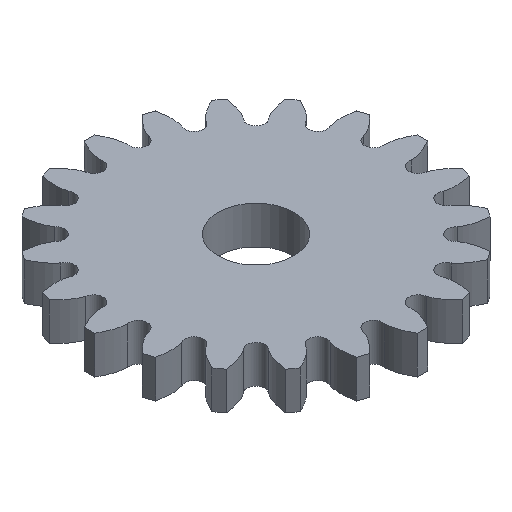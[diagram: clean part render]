
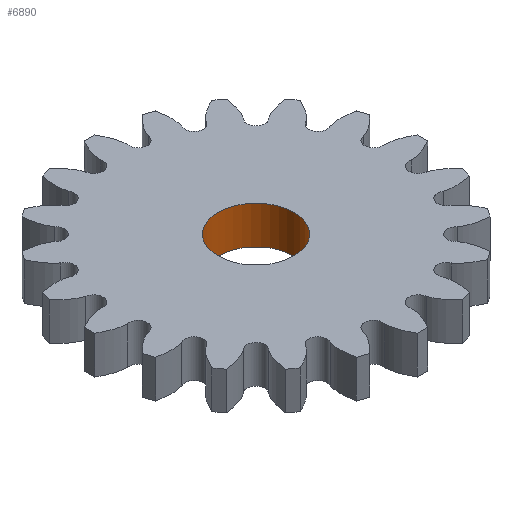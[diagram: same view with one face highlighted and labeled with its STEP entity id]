
A CAD part, isometric view. The second image highlights one B-rep face of the part: STEP entity #6890.
In plain terms, the highlighted cylindrical face has radius 5 mm (diameter 10 mm), a full revolution.
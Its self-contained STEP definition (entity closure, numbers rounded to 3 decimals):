
#49 = PLANE('',#50);
#50 = AXIS2_PLACEMENT_3D('',#51,#52,#53);
#51 = CARTESIAN_POINT('',(0.,0.,0.));
#52 = DIRECTION('',(0.,0.,1.));
#53 = DIRECTION('',(1.,0.,0.));
#110 = PLANE('',#111);
#111 = AXIS2_PLACEMENT_3D('',#112,#113,#114);
#112 = CARTESIAN_POINT('',(0.,0.,5.));
#113 = DIRECTION('',(0.,-0.,-1.));
#114 = DIRECTION('',(-1.,0.,0.));
#2824 = EDGE_CURVE('',#2825,#2825,#2827,.T.);
#2825 = VERTEX_POINT('',#2826);
#2826 = CARTESIAN_POINT('',(5.,0.,0.));
#2827 = SURFACE_CURVE('',#2828,(#2833,#2840),.PCURVE_S1.);
#2828 = CIRCLE('',#2829,5.);
#2829 = AXIS2_PLACEMENT_3D('',#2830,#2831,#2832);
#2830 = CARTESIAN_POINT('',(0.,0.,0.));
#2831 = DIRECTION('',(0.,0.,1.));
#2832 = DIRECTION('',(1.,0.,0.));
#2833 = PCURVE('',#49,#2834);
#2834 = DEFINITIONAL_REPRESENTATION('',(#2835),#2839);
#2835 = CIRCLE('',#2836,5.);
#2836 = AXIS2_PLACEMENT_2D('',#2837,#2838);
#2837 = CARTESIAN_POINT('',(0.,0.));
#2838 = DIRECTION('',(1.,0.));
#2839 = ( GEOMETRIC_REPRESENTATION_CONTEXT(2) 
PARAMETRIC_REPRESENTATION_CONTEXT() REPRESENTATION_CONTEXT('2D SPACE',''
  ) );
#2840 = PCURVE('',#2841,#2846);
#2841 = CYLINDRICAL_SURFACE('',#2842,5.);
#2842 = AXIS2_PLACEMENT_3D('',#2843,#2844,#2845);
#2843 = CARTESIAN_POINT('',(0.,0.,44.007));
#2844 = DIRECTION('',(0.,0.,1.));
#2845 = DIRECTION('',(1.,0.,0.));
#2846 = DEFINITIONAL_REPRESENTATION('',(#2847),#2851);
#2847 = LINE('',#2848,#2849);
#2848 = CARTESIAN_POINT('',(-6.283,-44.007));
#2849 = VECTOR('',#2850,1.);
#2850 = DIRECTION('',(1.,-0.));
#2851 = ( GEOMETRIC_REPRESENTATION_CONTEXT(2) 
PARAMETRIC_REPRESENTATION_CONTEXT() REPRESENTATION_CONTEXT('2D SPACE',''
  ) );
#4858 = EDGE_CURVE('',#4859,#4859,#4861,.T.);
#4859 = VERTEX_POINT('',#4860);
#4860 = CARTESIAN_POINT('',(5.,0.,5.));
#4861 = SURFACE_CURVE('',#4862,(#4867,#4874),.PCURVE_S1.);
#4862 = CIRCLE('',#4863,5.);
#4863 = AXIS2_PLACEMENT_3D('',#4864,#4865,#4866);
#4864 = CARTESIAN_POINT('',(0.,0.,5.));
#4865 = DIRECTION('',(0.,-0.,-1.));
#4866 = DIRECTION('',(1.,0.,0.));
#4867 = PCURVE('',#110,#4868);
#4868 = DEFINITIONAL_REPRESENTATION('',(#4869),#4873);
#4869 = CIRCLE('',#4870,5.);
#4870 = AXIS2_PLACEMENT_2D('',#4871,#4872);
#4871 = CARTESIAN_POINT('',(0.,0.));
#4872 = DIRECTION('',(-1.,0.));
#4873 = ( GEOMETRIC_REPRESENTATION_CONTEXT(2) 
PARAMETRIC_REPRESENTATION_CONTEXT() REPRESENTATION_CONTEXT('2D SPACE',''
  ) );
#4874 = PCURVE('',#2841,#4875);
#4875 = DEFINITIONAL_REPRESENTATION('',(#4876),#4880);
#4876 = LINE('',#4877,#4878);
#4877 = CARTESIAN_POINT('',(-0.,-39.007));
#4878 = VECTOR('',#4879,1.);
#4879 = DIRECTION('',(-1.,-0.));
#4880 = ( GEOMETRIC_REPRESENTATION_CONTEXT(2) 
PARAMETRIC_REPRESENTATION_CONTEXT() REPRESENTATION_CONTEXT('2D SPACE',''
  ) );
#6890 = ADVANCED_FACE('',(#6891),#2841,.F.);
#6891 = FACE_BOUND('',#6892,.T.);
#6892 = EDGE_LOOP('',(#6893,#6894,#6915,#6916));
#6893 = ORIENTED_EDGE('',*,*,#4858,.F.);
#6894 = ORIENTED_EDGE('',*,*,#6895,.T.);
#6895 = EDGE_CURVE('',#4859,#2825,#6896,.T.);
#6896 = SEAM_CURVE('',#6897,(#6901,#6908),.PCURVE_S1.);
#6897 = LINE('',#6898,#6899);
#6898 = CARTESIAN_POINT('',(5.,0.,44.007));
#6899 = VECTOR('',#6900,1.);
#6900 = DIRECTION('',(0.,0.,-1.));
#6901 = PCURVE('',#2841,#6902);
#6902 = DEFINITIONAL_REPRESENTATION('',(#6903),#6907);
#6903 = LINE('',#6904,#6905);
#6904 = CARTESIAN_POINT('',(-0.,0.));
#6905 = VECTOR('',#6906,1.);
#6906 = DIRECTION('',(-0.,-1.));
#6907 = ( GEOMETRIC_REPRESENTATION_CONTEXT(2) 
PARAMETRIC_REPRESENTATION_CONTEXT() REPRESENTATION_CONTEXT('2D SPACE',''
  ) );
#6908 = PCURVE('',#2841,#6909);
#6909 = DEFINITIONAL_REPRESENTATION('',(#6910),#6914);
#6910 = LINE('',#6911,#6912);
#6911 = CARTESIAN_POINT('',(-6.283,0.));
#6912 = VECTOR('',#6913,1.);
#6913 = DIRECTION('',(-0.,-1.));
#6914 = ( GEOMETRIC_REPRESENTATION_CONTEXT(2) 
PARAMETRIC_REPRESENTATION_CONTEXT() REPRESENTATION_CONTEXT('2D SPACE',''
  ) );
#6915 = ORIENTED_EDGE('',*,*,#2824,.F.);
#6916 = ORIENTED_EDGE('',*,*,#6895,.F.);
